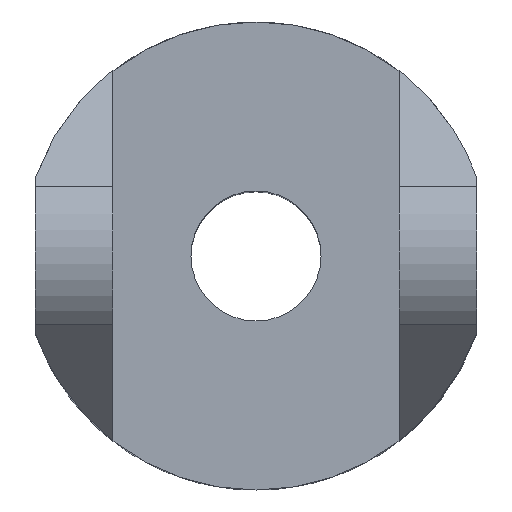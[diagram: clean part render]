
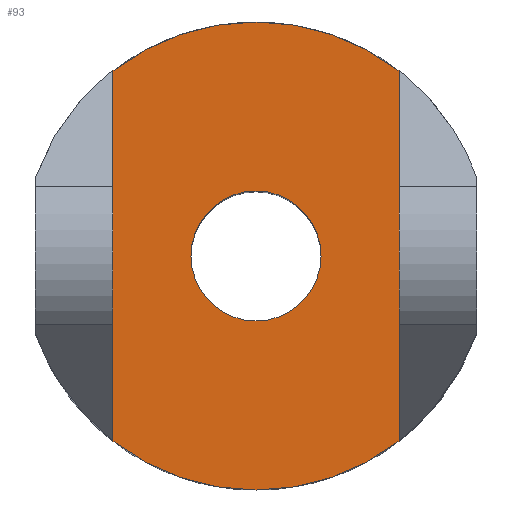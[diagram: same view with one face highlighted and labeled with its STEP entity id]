
A CAD part, top view. The second image highlights one B-rep face of the part: STEP entity #93.
In plain terms, the highlighted planar face has unit normal (0, 0, 1).
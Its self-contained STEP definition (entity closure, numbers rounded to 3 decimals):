
#12 = EDGE_LOOP ( 'NONE', ( #574, #327, #122, #671 ) ) ;
#21 = PLANE ( 'NONE',  #77 ) ;
#23 = CIRCLE ( 'NONE', #803, 2.5 ) ;
#31 = CARTESIAN_POINT ( 'NONE',  ( 5.5, 13., 5. ) ) ;
#35 = EDGE_CURVE ( 'NONE', #194, #63, #177, .T. ) ;
#53 = CARTESIAN_POINT ( 'NONE',  ( 0., 0., 5. ) ) ;
#63 = VERTEX_POINT ( 'NONE', #342 ) ;
#77 = AXIS2_PLACEMENT_3D ( 'NONE', #764, #773, #149 ) ;
#93 = ADVANCED_FACE ( 'NONE', ( #483, #569 ), #21, .F. ) ;
#109 = CIRCLE ( 'NONE', #412, 9. ) ;
#122 = ORIENTED_EDGE ( 'NONE', *, *, #676, .T. ) ;
#124 = EDGE_CURVE ( 'NONE', #218, #201, #590, .T. ) ;
#149 = DIRECTION ( 'NONE',  ( -1., 0., 0. ) ) ;
#177 = CIRCLE ( 'NONE', #592, 9. ) ;
#194 = VERTEX_POINT ( 'NONE', #224 ) ;
#198 = VECTOR ( 'NONE', #650, 1000. ) ;
#201 = VERTEX_POINT ( 'NONE', #461 ) ;
#207 = AXIS2_PLACEMENT_3D ( 'NONE', #582, #594, #232 ) ;
#210 = CARTESIAN_POINT ( 'NONE',  ( 0., 0., 5. ) ) ;
#216 = DIRECTION ( 'NONE',  ( 0., -1., 0. ) ) ;
#218 = VERTEX_POINT ( 'NONE', #350 ) ;
#224 = CARTESIAN_POINT ( 'NONE',  ( 5.5, -7.124, 5. ) ) ;
#232 = DIRECTION ( 'NONE',  ( -1., 0., 0. ) ) ;
#307 = ORIENTED_EDGE ( 'NONE', *, *, #631, .T. ) ;
#327 = ORIENTED_EDGE ( 'NONE', *, *, #35, .F. ) ;
#335 = CARTESIAN_POINT ( 'NONE',  ( -5.5, 7.124, 5. ) ) ;
#342 = CARTESIAN_POINT ( 'NONE',  ( -5.5, -7.124, 5. ) ) ;
#350 = CARTESIAN_POINT ( 'NONE',  ( 2.5, 0., 5. ) ) ;
#363 = EDGE_CURVE ( 'NONE', #395, #581, #109, .T. ) ;
#381 = VECTOR ( 'NONE', #216, 1000. ) ;
#391 = DIRECTION ( 'NONE',  ( -1., 0., 0. ) ) ;
#395 = VERTEX_POINT ( 'NONE', #335 ) ;
#397 = EDGE_CURVE ( 'NONE', #395, #63, #409, .T. ) ;
#399 = CARTESIAN_POINT ( 'NONE',  ( -5.5, 13., 5. ) ) ;
#409 = LINE ( 'NONE', #399, #381 ) ;
#412 = AXIS2_PLACEMENT_3D ( 'NONE', #53, #737, #806 ) ;
#461 = CARTESIAN_POINT ( 'NONE',  ( -2.5, 0., 5. ) ) ;
#483 = FACE_BOUND ( 'NONE', #585, .T. ) ;
#492 = ORIENTED_EDGE ( 'NONE', *, *, #124, .T. ) ;
#524 = DIRECTION ( 'NONE',  ( -1., 0., 0. ) ) ;
#532 = CARTESIAN_POINT ( 'NONE',  ( 5.5, 7.124, 5. ) ) ;
#569 = FACE_OUTER_BOUND ( 'NONE', #12, .T. ) ;
#574 = ORIENTED_EDGE ( 'NONE', *, *, #397, .T. ) ;
#581 = VERTEX_POINT ( 'NONE', #532 ) ;
#582 = CARTESIAN_POINT ( 'NONE',  ( 0., 0., 5. ) ) ;
#585 = EDGE_LOOP ( 'NONE', ( #307, #492 ) ) ;
#590 = CIRCLE ( 'NONE', #207, 2.5 ) ;
#592 = AXIS2_PLACEMENT_3D ( 'NONE', #210, #758, #391 ) ;
#594 = DIRECTION ( 'NONE',  ( 0., 0., -1. ) ) ;
#631 = EDGE_CURVE ( 'NONE', #201, #218, #23, .T. ) ;
#650 = DIRECTION ( 'NONE',  ( 0., 1., 0. ) ) ;
#657 = DIRECTION ( 'NONE',  ( 0., 0., -1. ) ) ;
#671 = ORIENTED_EDGE ( 'NONE', *, *, #363, .F. ) ;
#676 = EDGE_CURVE ( 'NONE', #194, #581, #728, .T. ) ;
#728 = LINE ( 'NONE', #31, #198 ) ;
#737 = DIRECTION ( 'NONE',  ( 0., 0., -1. ) ) ;
#758 = DIRECTION ( 'NONE',  ( 0., 0., -1. ) ) ;
#764 = CARTESIAN_POINT ( 'NONE',  ( 0., 0., 5. ) ) ;
#773 = DIRECTION ( 'NONE',  ( 0., 0., -1. ) ) ;
#781 = CARTESIAN_POINT ( 'NONE',  ( 0., 0., 5. ) ) ;
#803 = AXIS2_PLACEMENT_3D ( 'NONE', #781, #657, #524 ) ;
#806 = DIRECTION ( 'NONE',  ( -1., 0., 0. ) ) ;
